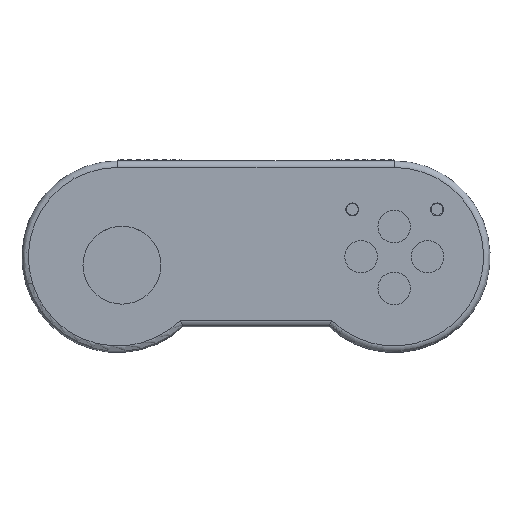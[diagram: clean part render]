
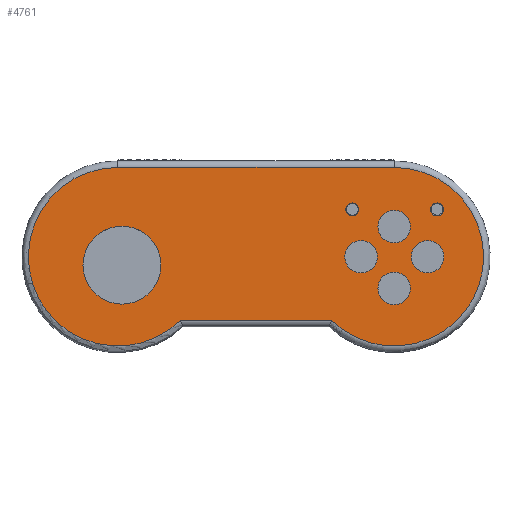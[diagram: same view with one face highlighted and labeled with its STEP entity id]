
A CAD part, top view. The second image highlights one B-rep face of the part: STEP entity #4761.
In plain terms, the highlighted planar face has unit normal (0, 0, 1).
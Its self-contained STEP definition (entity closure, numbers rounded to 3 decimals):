
#79=FACE_BOUND('',#632,.T.);
#80=FACE_BOUND('',#633,.T.);
#81=FACE_BOUND('',#634,.T.);
#82=FACE_BOUND('',#635,.T.);
#83=FACE_BOUND('',#636,.T.);
#84=FACE_BOUND('',#637,.T.);
#85=FACE_BOUND('',#638,.T.);
#122=PLANE('',#5094);
#336=FACE_OUTER_BOUND('',#631,.T.);
#631=EDGE_LOOP('',(#3482,#3483,#3484,#3485));
#632=EDGE_LOOP('',(#3486));
#633=EDGE_LOOP('',(#3487));
#634=EDGE_LOOP('',(#3488));
#635=EDGE_LOOP('',(#3489));
#636=EDGE_LOOP('',(#3490));
#637=EDGE_LOOP('',(#3491));
#638=EDGE_LOOP('',(#3492));
#1014=LINE('',#7081,#1567);
#1015=LINE('',#7085,#1568);
#1567=VECTOR('',#5666,10.);
#1568=VECTOR('',#5669,10.);
#2050=CIRCLE('',#5095,34.374);
#2051=CIRCLE('',#5096,34.374);
#2052=CIRCLE('',#5097,15.);
#2053=CIRCLE('',#5098,6.25);
#2054=CIRCLE('',#5099,6.25);
#2055=CIRCLE('',#5100,6.25);
#2056=CIRCLE('',#5101,2.5);
#2057=CIRCLE('',#5102,6.25);
#2058=CIRCLE('',#5103,2.5);
#2259=VERTEX_POINT('',#7079);
#2260=VERTEX_POINT('',#7080);
#2261=VERTEX_POINT('',#7082);
#2262=VERTEX_POINT('',#7084);
#2263=VERTEX_POINT('',#7087);
#2264=VERTEX_POINT('',#7089);
#2265=VERTEX_POINT('',#7091);
#2266=VERTEX_POINT('',#7093);
#2267=VERTEX_POINT('',#7095);
#2268=VERTEX_POINT('',#7097);
#2269=VERTEX_POINT('',#7099);
#2735=EDGE_CURVE('',#2259,#2260,#1014,.T.);
#2736=EDGE_CURVE('',#2261,#2259,#2050,.T.);
#2737=EDGE_CURVE('',#2262,#2261,#1015,.T.);
#2738=EDGE_CURVE('',#2260,#2262,#2051,.T.);
#2739=EDGE_CURVE('',#2263,#2263,#2052,.T.);
#2740=EDGE_CURVE('',#2264,#2264,#2053,.T.);
#2741=EDGE_CURVE('',#2265,#2265,#2054,.T.);
#2742=EDGE_CURVE('',#2266,#2266,#2055,.T.);
#2743=EDGE_CURVE('',#2267,#2267,#2056,.T.);
#2744=EDGE_CURVE('',#2268,#2268,#2057,.T.);
#2745=EDGE_CURVE('',#2269,#2269,#2058,.T.);
#3482=ORIENTED_EDGE('',*,*,#2735,.F.);
#3483=ORIENTED_EDGE('',*,*,#2736,.F.);
#3484=ORIENTED_EDGE('',*,*,#2737,.F.);
#3485=ORIENTED_EDGE('',*,*,#2738,.F.);
#3486=ORIENTED_EDGE('',*,*,#2739,.T.);
#3487=ORIENTED_EDGE('',*,*,#2740,.T.);
#3488=ORIENTED_EDGE('',*,*,#2741,.T.);
#3489=ORIENTED_EDGE('',*,*,#2742,.T.);
#3490=ORIENTED_EDGE('',*,*,#2743,.T.);
#3491=ORIENTED_EDGE('',*,*,#2744,.T.);
#3492=ORIENTED_EDGE('',*,*,#2745,.T.);
#4761=ADVANCED_FACE('',(#336,#79,#80,#81,#82,#83,#84,#85),#122,.T.);
#5094=AXIS2_PLACEMENT_3D('',#7078,#5664,#5665);
#5095=AXIS2_PLACEMENT_3D('',#7083,#5667,#5668);
#5096=AXIS2_PLACEMENT_3D('',#7086,#5670,#5671);
#5097=AXIS2_PLACEMENT_3D('',#7088,#5672,#5673);
#5098=AXIS2_PLACEMENT_3D('',#7090,#5674,#5675);
#5099=AXIS2_PLACEMENT_3D('',#7092,#5676,#5677);
#5100=AXIS2_PLACEMENT_3D('',#7094,#5678,#5679);
#5101=AXIS2_PLACEMENT_3D('',#7096,#5680,#5681);
#5102=AXIS2_PLACEMENT_3D('',#7098,#5682,#5683);
#5103=AXIS2_PLACEMENT_3D('',#7100,#5684,#5685);
#5664=DIRECTION('center_axis',(0.,0.,1.));
#5665=DIRECTION('ref_axis',(1.,0.,0.));
#5666=DIRECTION('',(1.,0.,0.));
#5667=DIRECTION('center_axis',(0.,0.,-1.));
#5668=DIRECTION('ref_axis',(-0.93,-0.367,0.));
#5669=DIRECTION('',(-1.,0.,0.));
#5670=DIRECTION('center_axis',(0.,0.,-1.));
#5671=DIRECTION('ref_axis',(0.93,-0.367,0.));
#5672=DIRECTION('center_axis',(0.,0.,-1.));
#5673=DIRECTION('ref_axis',(1.,0.,0.));
#5674=DIRECTION('center_axis',(0.,0.,-1.));
#5675=DIRECTION('ref_axis',(1.,0.,0.));
#5676=DIRECTION('center_axis',(0.,0.,-1.));
#5677=DIRECTION('ref_axis',(1.,0.,0.));
#5678=DIRECTION('center_axis',(0.,0.,-1.));
#5679=DIRECTION('ref_axis',(1.,0.,0.));
#5680=DIRECTION('center_axis',(0.,0.,-1.));
#5681=DIRECTION('ref_axis',(1.,0.,0.));
#5682=DIRECTION('center_axis',(0.,0.,-1.));
#5683=DIRECTION('ref_axis',(1.,0.,0.));
#5684=DIRECTION('center_axis',(0.,0.,-1.));
#5685=DIRECTION('ref_axis',(1.,0.,0.));
#7078=CARTESIAN_POINT('Origin',(-70.1,-18.4,22.2));
#7079=CARTESIAN_POINT('',(-53.25,33.024,22.2));
#7080=CARTESIAN_POINT('',(53.25,33.024,22.2));
#7081=CARTESIAN_POINT('',(-61.675,33.024,22.2));
#7082=CARTESIAN_POINT('',(-29.089,-25.8,22.2));
#7083=CARTESIAN_POINT('Origin',(-53.25,-1.35,22.2));
#7084=CARTESIAN_POINT('',(29.089,-25.8,22.2));
#7085=CARTESIAN_POINT('',(-21.008,-25.8,22.2));
#7086=CARTESIAN_POINT('Origin',(53.25,-1.35,22.2));
#7087=CARTESIAN_POINT('',(-66.6,-4.6,22.2));
#7088=CARTESIAN_POINT('Origin',(-51.6,-4.6,22.2));
#7089=CARTESIAN_POINT('',(46.95,-13.55,22.2));
#7090=CARTESIAN_POINT('Origin',(53.2,-13.55,22.2));
#7091=CARTESIAN_POINT('',(34.2,-1.35,22.2));
#7092=CARTESIAN_POINT('Origin',(40.45,-1.35,22.2));
#7093=CARTESIAN_POINT('',(46.95,10.25,22.2));
#7094=CARTESIAN_POINT('Origin',(53.2,10.25,22.2));
#7095=CARTESIAN_POINT('',(34.6,16.85,22.2));
#7096=CARTESIAN_POINT('Origin',(37.1,16.85,22.2));
#7097=CARTESIAN_POINT('',(59.8,-1.35,22.2));
#7098=CARTESIAN_POINT('Origin',(66.05,-1.35,22.2));
#7099=CARTESIAN_POINT('',(67.2,16.85,22.2));
#7100=CARTESIAN_POINT('Origin',(69.7,16.85,22.2));
